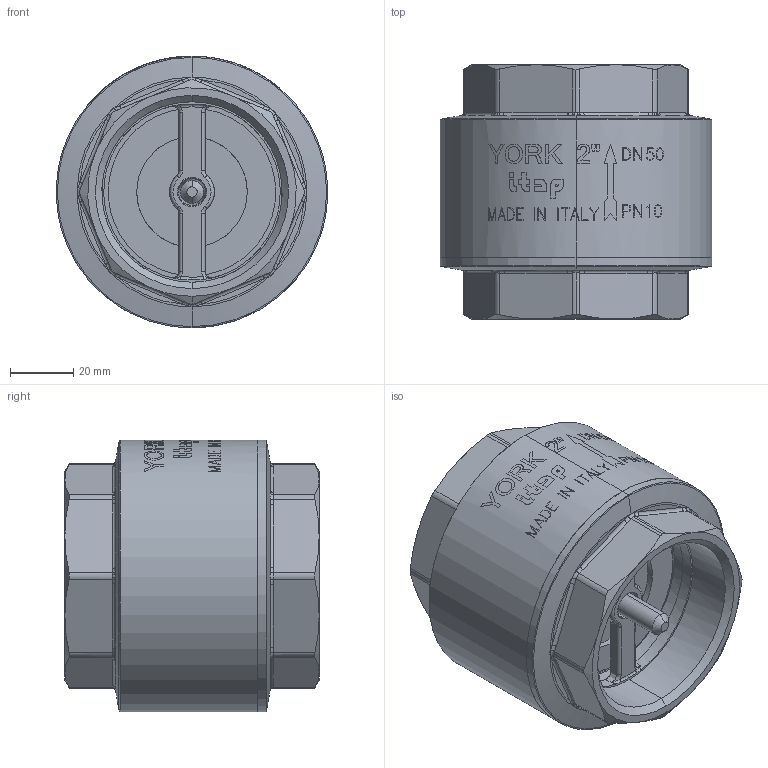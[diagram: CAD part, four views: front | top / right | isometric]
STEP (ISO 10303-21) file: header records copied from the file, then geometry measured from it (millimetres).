
FILE_DESCRIPTION (( 'STEP AP214' ), '1' );
FILE_NAME ('IT-YORK10309.STEP', '2018-09-24T08:46:30', ( '' ), ( '' ), 'SwSTEP 2.0', 'SolidWorks 2018', '' );
FILE_SCHEMA (( 'AUTOMOTIVE_DESIGN' ));
Length unit declared in the file: millimetre
Products named in the file (1): IT-YORK10309
Bounding box: 86 x 80.48 x 86 mm (x, y, z)
Surface area: 51215.6 mm2 (no closed solid volume)
Topology: 0 solids, 5 shells, 342 faces, 1258 edges, 951 vertices
Faces by surface type: cylinder 110, bspline 108, plane 51, cone 42, torus 31
Entity records: 21318 total; most frequent: CARTESIAN_POINT 13411, ORIENTED_EDGE 2452, EDGE_CURVE 1248, B_SPLINE_CURVE_WITH_KNOTS 1162, VERTEX_POINT 951, DIRECTION 470, EDGE_LOOP 391, ADVANCED_FACE 342
